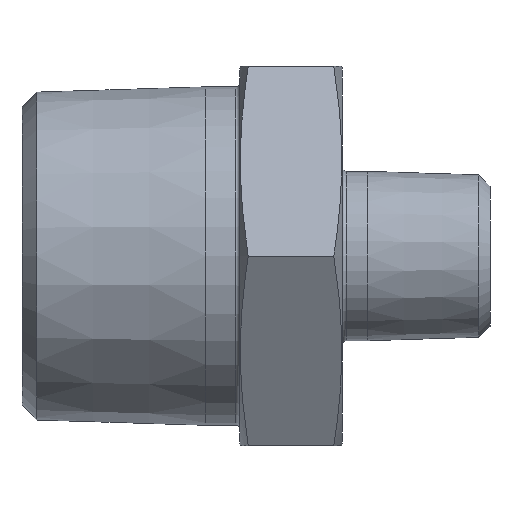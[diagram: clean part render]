
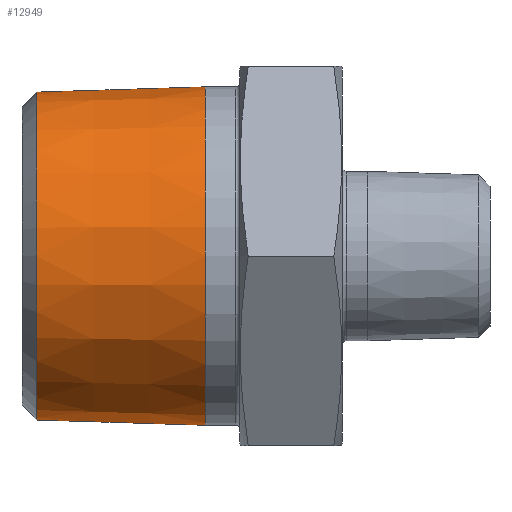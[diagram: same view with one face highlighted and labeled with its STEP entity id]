
A CAD part, front view. The second image highlights one B-rep face of the part: STEP entity #12949.
In plain terms, the highlighted conical face has half-angle 1.79 degrees and reference radius 13.22 mm.
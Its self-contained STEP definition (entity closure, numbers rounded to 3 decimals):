
#268 = VERTEX_POINT ( 'NONE', #4147 ) ;
#713 = CONICAL_SURFACE ( 'NONE', #10443, 13.22, 0.031 ) ;
#1077 = CARTESIAN_POINT ( 'NONE',  ( 14.5, 0., 0. ) ) ;
#1896 = EDGE_LOOP ( 'NONE', ( #4594 ) ) ;
#2009 = FACE_BOUND ( 'NONE', #4770, .T. ) ;
#2216 = EDGE_CURVE ( 'NONE', #268, #268, #13847, .T. ) ;
#2996 = DIRECTION ( 'NONE',  ( 0., 0., 1. ) ) ;
#3888 = AXIS2_PLACEMENT_3D ( 'NONE', #4434, #11235, #2996 ) ;
#4147 = CARTESIAN_POINT ( 'NONE',  ( 1.161, 0., 12.96 ) ) ;
#4434 = CARTESIAN_POINT ( 'NONE',  ( 1.161, 0., 0. ) ) ;
#4594 = ORIENTED_EDGE ( 'NONE', *, *, #9695, .T. ) ;
#4770 = EDGE_LOOP ( 'NONE', ( #11730 ) ) ;
#5846 = CIRCLE ( 'NONE', #16125, 13.377 ) ;
#6550 = DIRECTION ( 'NONE',  ( -1., 0., 0. ) ) ;
#8196 = VERTEX_POINT ( 'NONE', #13610 ) ;
#9695 = EDGE_CURVE ( 'NONE', #8196, #8196, #5846, .T. ) ;
#10098 = DIRECTION ( 'NONE',  ( 0., 0., -1. ) ) ;
#10443 = AXIS2_PLACEMENT_3D ( 'NONE', #16782, #11607, #10098 ) ;
#10678 = DIRECTION ( 'NONE',  ( 0., 0., 1. ) ) ;
#11235 = DIRECTION ( 'NONE',  ( 1., 0., 0. ) ) ;
#11607 = DIRECTION ( 'NONE',  ( 1., 0., 0. ) ) ;
#11730 = ORIENTED_EDGE ( 'NONE', *, *, #2216, .T. ) ;
#12949 = ADVANCED_FACE ( 'NONE', ( #2009, #17069 ), #713, .T. ) ;
#13610 = CARTESIAN_POINT ( 'NONE',  ( 14.5, 0., 13.377 ) ) ;
#13847 = CIRCLE ( 'NONE', #3888, 12.96 ) ;
#16125 = AXIS2_PLACEMENT_3D ( 'NONE', #1077, #6550, #10678 ) ;
#16782 = CARTESIAN_POINT ( 'NONE',  ( 9.5, 0., 0. ) ) ;
#17069 = FACE_OUTER_BOUND ( 'NONE', #1896, .T. ) ;
